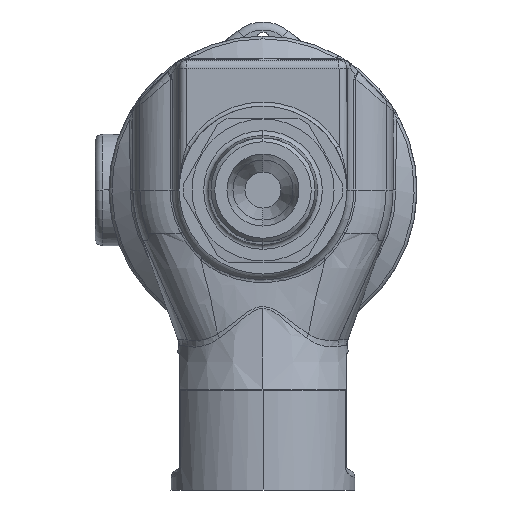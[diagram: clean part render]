
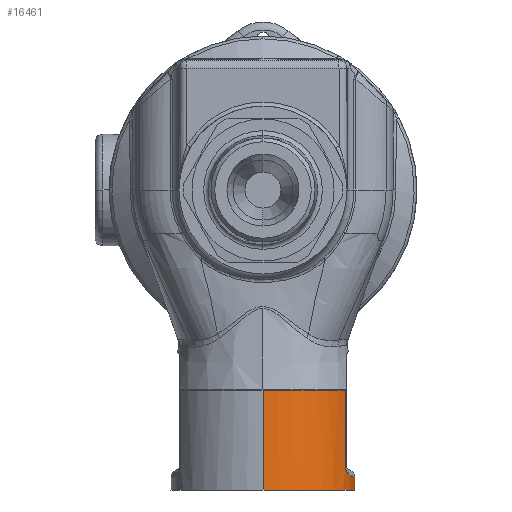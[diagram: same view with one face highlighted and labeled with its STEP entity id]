
A CAD part, front view. The second image highlights one B-rep face of the part: STEP entity #16461.
In plain terms, the highlighted cylindrical face has radius 23 mm (diameter 46 mm), a partial arc.
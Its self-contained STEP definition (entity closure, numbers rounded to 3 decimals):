
#464=CARTESIAN_POINT('',(20.59,-10.249,-50.173));
#598=CARTESIAN_POINT('',(20.59,10.249,-50.173));
#628=CARTESIAN_POINT('',(0.,0.,-75.));
#629=DIRECTION('',(0.,0.,1.));
#630=DIRECTION('',(0.,-1.,0.));
#631=AXIS2_PLACEMENT_3D('',#628,#629,#630);
#643=DIRECTION('',(0.,0.,1.));
#644=VECTOR('',#643,24.827);
#645=CARTESIAN_POINT('',(0.,-23.,-75.));
#646=LINE('',#645,#644);
#647=CARTESIAN_POINT('',(0.,0.,-50.173));
#648=DIRECTION('',(0.,0.,1.));
#649=DIRECTION('',(0.,-1.,0.));
#650=AXIS2_PLACEMENT_3D('',#647,#648,#649);
#652=DIRECTION('',(0.,0.,-1.));
#653=VECTOR('',#652,18.827);
#654=CARTESIAN_POINT('',(20.59,-10.249,-50.173));
#655=LINE('',#654,#653);
#656=DIRECTION('',(0.,0.,1.));
#657=VECTOR('',#656,18.827);
#658=CARTESIAN_POINT('',(20.59,10.249,-69.));
#659=LINE('',#658,#657);
#660=CARTESIAN_POINT('',(0.,0.,-50.173));
#661=DIRECTION('',(0.,0.,1.));
#662=DIRECTION('',(0.895,0.446,0.));
#663=AXIS2_PLACEMENT_3D('',#660,#661,#662);
#665=DIRECTION('',(0.,0.,-1.));
#666=VECTOR('',#665,24.827);
#667=CARTESIAN_POINT('',(0.,23.,-50.173));
#668=LINE('',#667,#666);
#669=CARTESIAN_POINT('',(20.59,10.249,-69.));
#670=CARTESIAN_POINT('',(20.591,10.247,-69.157));
#671=CARTESIAN_POINT('',(20.617,10.195,-69.463));
#672=CARTESIAN_POINT('',(20.726,9.973,-69.89));
#673=CARTESIAN_POINT('',(20.902,9.602,-70.3));
#674=CARTESIAN_POINT('',(21.132,9.085,-70.663));
#675=CARTESIAN_POINT('',(21.337,8.593,-70.91));
#676=CARTESIAN_POINT('',(21.544,8.063,-71.12));
#677=CARTESIAN_POINT('',(21.785,7.387,-71.321));
#678=CARTESIAN_POINT('',(22.07,6.515,-71.516));
#679=CARTESIAN_POINT('',(22.425,5.154,-71.696));
#680=CARTESIAN_POINT('',(22.582,4.393,-71.759));
#681=CARTESIAN_POINT('',(22.794,3.178,-71.835));
#682=CARTESIAN_POINT('',(22.964,1.62,-71.883));
#683=CARTESIAN_POINT('',(23.019,-0.123,
-71.896));
#684=CARTESIAN_POINT('',(22.958,-1.613,-71.881));
#685=CARTESIAN_POINT('',(22.816,-3.002,-71.842));
#686=CARTESIAN_POINT('',(22.622,-4.195,-71.774));
#687=CARTESIAN_POINT('',(22.418,-5.196,-71.694));
#688=CARTESIAN_POINT('',(22.052,-6.576,-71.504));
#689=CARTESIAN_POINT('',(21.769,-7.435,-71.309));
#690=CARTESIAN_POINT('',(21.516,-8.137,-71.096));
#691=CARTESIAN_POINT('',(21.299,-8.683,-70.867));
#692=CARTESIAN_POINT('',(21.134,-9.078,-70.663));
#693=CARTESIAN_POINT('',(20.915,-9.573,-70.324));
#694=CARTESIAN_POINT('',(20.731,-9.962,-69.911));
#695=CARTESIAN_POINT('',(20.614,-10.201,-69.446));
#696=CARTESIAN_POINT('',(20.59,-10.25,-69.149));
#697=CARTESIAN_POINT('',(20.59,-10.249,-69.));
#11716=VERTEX_POINT('',#464);
#11727=CARTESIAN_POINT('',(20.59,-10.249,
-69.));
#11729=VERTEX_POINT('',#11727);
#11733=VERTEX_POINT('',#598);
#11735=CARTESIAN_POINT('',(0.,23.,-75.));
#11736=CARTESIAN_POINT('',(0.,-23.,-75.));
#11737=VERTEX_POINT('',#11735);
#11738=VERTEX_POINT('',#11736);
#11739=CARTESIAN_POINT('',(0.,23.,-50.173));
#11740=VERTEX_POINT('',#11739);
#11742=CARTESIAN_POINT('',(0.,-23.,-50.173));
#11743=VERTEX_POINT('',#11742);
#11748=VERTEX_POINT('',#669);
#16445=CARTESIAN_POINT('',(0.,0.,-75.497));
#16446=DIRECTION('',(0.,0.,1.));
#16447=DIRECTION('',(0.,1.,0.));
#16448=AXIS2_PLACEMENT_3D('',#16445,#16446,#16447);
#16449=CYLINDRICAL_SURFACE('',#16448,23.);
#16450=ORIENTED_EDGE('',*,*,#16434,.F.);
#16451=ORIENTED_EDGE('',*,*,#16423,.T.);
#16452=ORIENTED_EDGE('',*,*,#16112,.T.);
#16453=ORIENTED_EDGE('',*,*,#16163,.T.);
#16455=ORIENTED_EDGE('',*,*,#16454,.F.);
#16456=ORIENTED_EDGE('',*,*,#16384,.T.);
#16457=ORIENTED_EDGE('',*,*,#16402,.T.);
#16458=ORIENTED_EDGE('',*,*,#16415,.T.);
#16459=EDGE_LOOP('',(#16450,#16451,#16452,#16453,#16455,#16456,#16457,#16458));
#16460=FACE_OUTER_BOUND('',#16459,.F.);
#16461=ADVANCED_FACE('',(#16460),#16449,.T.);
#632=CIRCLE('',#631,23.);
#651=CIRCLE('',#650,23.);
#664=CIRCLE('',#663,23.);
#698=B_SPLINE_CURVE_WITH_KNOTS('',3,(#669,#670,#671,#672,#673,#674,#675,#676,
#677,#678,#679,#680,#681,#682,#683,#684,#685,#686,#687,#688,#689,#690,#691,#692,
#693,#694,#695,#696,#697),.UNSPECIFIED.,.F.,.F.,(4,1,1,1,1,1,1,1,1,1,1,1,1,1,1,
1,1,1,1,1,1,1,1,1,1,1,4),(0.,0.038,0.077,
0.115,0.154,0.192,0.231,
0.269,0.308,0.346,0.385,
0.423,0.462,0.5,0.538,0.577,
0.615,0.654,0.692,0.731,
0.769,0.808,0.846,0.885,
0.923,0.962,1.),.UNSPECIFIED.);
#16112=EDGE_CURVE('',#11743,#11716,#651,.T.);
#16163=EDGE_CURVE('',#11716,#11729,#655,.T.);
#16384=EDGE_CURVE('',#11748,#11733,#659,.T.);
#16402=EDGE_CURVE('',#11733,#11740,#664,.T.);
#16415=EDGE_CURVE('',#11740,#11737,#668,.T.);
#16423=EDGE_CURVE('',#11738,#11743,#646,.T.);
#16434=EDGE_CURVE('',#11738,#11737,#632,.T.);
#16454=EDGE_CURVE('',#11748,#11729,#698,.T.);
